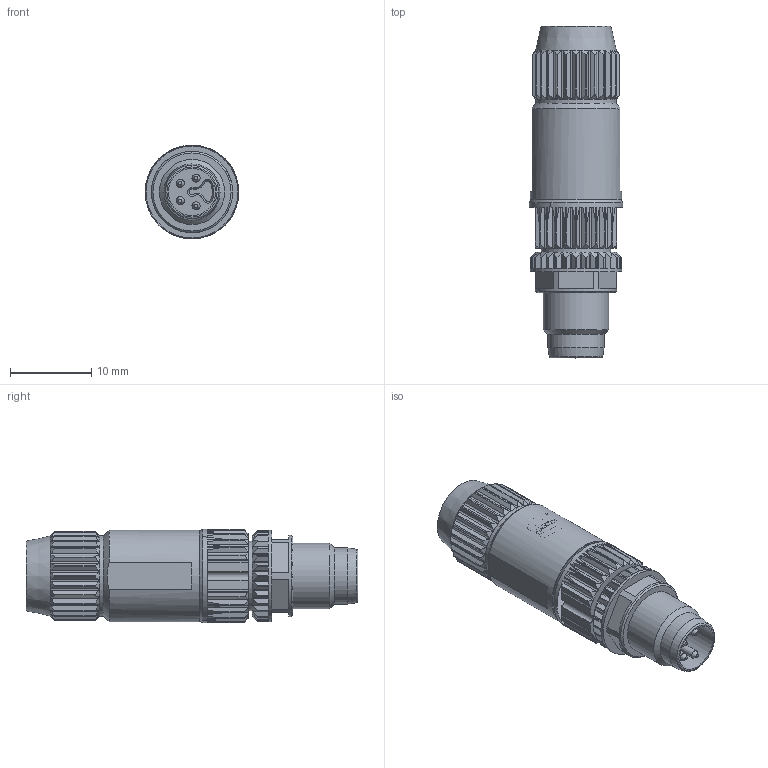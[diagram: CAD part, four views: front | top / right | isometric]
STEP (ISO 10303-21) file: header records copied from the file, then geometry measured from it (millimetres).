
FILE_DESCRIPTION((''),'2;1');
FILE_NAME('7000-08351.stp','2011-07-29T09:50:03',('richterh'),(''),'Autodesk Inventor 2011','Autodesk Inventor 2011','');
FILE_SCHEMA(('AUTOMOTIVE_DESIGN { 1 0 10303 214 1 1 1 1 }'));
Length unit declared in the file: millimetre
Products named in the file (1): 7000-08351
Bounding box: 11.5 x 40.8 x 11.5 mm (x, y, z)
Volume: 2941.8 mm3; surface area: 2014.1 mm2
Topology: 12 solids, 12 shells, 548 faces, 1511 edges, 983 vertices
Faces by surface type: plane 280, cylinder 216, cone 41, bspline 9, torus 2
Full cylindrical faces by diameter (mm): 0.301 x1, 0.394 x1, 1 x4, 5.2 x1, 5.8 x1, 6.9 x1, 8 x1, 8.6 x1, 9.9 x1, 10 x1, 11.3 x2, 11.5 x1
Entity records: 20408 total; most frequent: CARTESIAN_POINT 7177, ORIENTED_EDGE 2954, DIRECTION 2458, EDGE_CURVE 1477, VERTEX_POINT 980, AXIS2_PLACEMENT_3D 908, VECTOR 642, LINE 642
